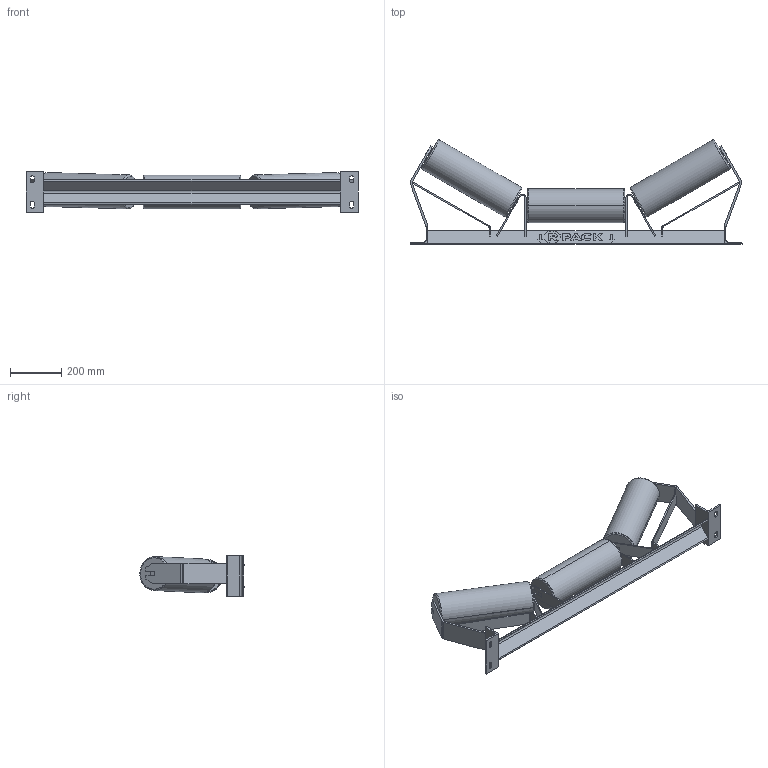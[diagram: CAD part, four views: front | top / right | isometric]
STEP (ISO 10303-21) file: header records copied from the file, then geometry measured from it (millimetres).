
FILE_DESCRIPTION (( 'STEP AP214' ), '1' );
FILE_NAME ('SUPPORT SRC 53301 E150 B1000 30° axe Ø20 Rouleau Ø133 avec pincement.step', '2020-02-28T10:18:18', ( '' ), ( '' ), 'SwSTEP 2.0', 'SolidWorks 2019', '' );
FILE_SCHEMA (( 'AUTOMOTIVE_DESIGN' ));
Length unit declared in the file: millimetre
Products named in the file (1): SUPPORT SRC 53301 E150 B1000 30° axe Ø20 Rouleau Ø133 avec pincement
Bounding box: 1300 x 408.32 x 160 mm (x, y, z)
Volume: 4355065.4 mm3; surface area: 1828219.7 mm2
Topology: 12 solids, 15 shells, 353 faces, 870 edges, 560 vertices
Faces by surface type: plane 241, cylinder 83, bspline 17, torus 12
Entity records: 10603 total; most frequent: CARTESIAN_POINT 2005, ORIENTED_EDGE 1740, DIRECTION 1724, EDGE_CURVE 870, LINE 622, VECTOR 622, VERTEX_POINT 560, AXIS2_PLACEMENT_3D 551
